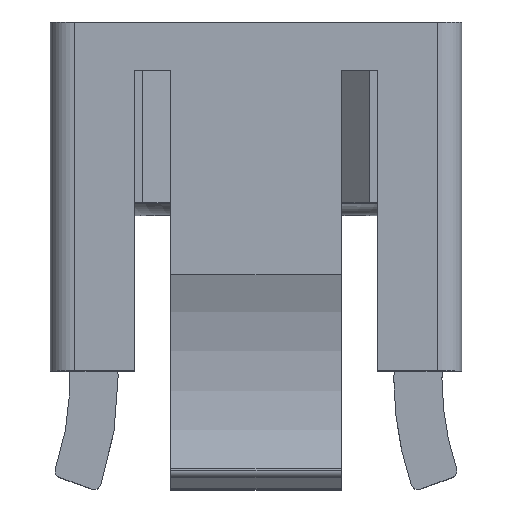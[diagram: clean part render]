
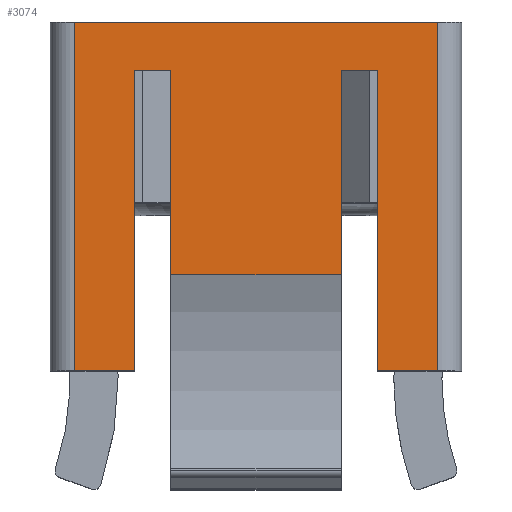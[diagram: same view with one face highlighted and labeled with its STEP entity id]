
A CAD part, top view. The second image highlights one B-rep face of the part: STEP entity #3074.
In plain terms, the highlighted planar face has unit normal (0, 0, 1).
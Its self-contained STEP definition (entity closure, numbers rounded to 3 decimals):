
#123 = EDGE_CURVE ( 'NONE', #6845, #4598, #5253, .T. ) ;
#200 = CARTESIAN_POINT ( 'NONE',  ( 7.55, 37.9, 8.55 ) ) ;
#254 = DIRECTION ( 'NONE',  ( 1., 0., 0. ) ) ;
#404 = VERTEX_POINT ( 'NONE', #7199 ) ;
#519 = VECTOR ( 'NONE', #3146, 1000. ) ;
#644 = ORIENTED_EDGE ( 'NONE', *, *, #2480, .T. ) ;
#720 = CARTESIAN_POINT ( 'NONE',  ( -8.55, 37.9, 8.55 ) ) ;
#729 = EDGE_CURVE ( 'NONE', #2165, #6799, #3151, .T. ) ;
#735 = EDGE_LOOP ( 'NONE', ( #844, #3497, #6870, #3164, #6085, #9001, #4828, #644, #4314, #2404, #1149, #3814 ) ) ;
#844 = ORIENTED_EDGE ( 'NONE', *, *, #7268, .T. ) ;
#933 = CARTESIAN_POINT ( 'NONE',  ( -7.55, 37.9, 8.55 ) ) ;
#1040 = LINE ( 'NONE', #5985, #519 ) ;
#1098 = CARTESIAN_POINT ( 'NONE',  ( 7.55, 37.9, 8.55 ) ) ;
#1116 = EDGE_CURVE ( 'NONE', #6790, #2165, #3157, .T. ) ;
#1149 = ORIENTED_EDGE ( 'NONE', *, *, #4441, .T. ) ;
#1349 = CARTESIAN_POINT ( 'NONE',  ( -8.55, 37.9, 8.55 ) ) ;
#1444 = CARTESIAN_POINT ( 'NONE',  ( -3.55, 50.4, 8.55 ) ) ;
#1623 = EDGE_CURVE ( 'NONE', #5121, #4443, #9038, .T. ) ;
#1649 = CARTESIAN_POINT ( 'NONE',  ( -8.55, 37.9, 8.55 ) ) ;
#1735 = DIRECTION ( 'NONE',  ( -1., 0., 0. ) ) ;
#1798 = EDGE_CURVE ( 'NONE', #6799, #8743, #4497, .T. ) ;
#1994 = VECTOR ( 'NONE', #4181, 1000. ) ;
#2165 = VERTEX_POINT ( 'NONE', #7360 ) ;
#2332 = DIRECTION ( 'NONE',  ( 1., 0., 0. ) ) ;
#2404 = ORIENTED_EDGE ( 'NONE', *, *, #8910, .F. ) ;
#2480 = EDGE_CURVE ( 'NONE', #4443, #7363, #1040, .T. ) ;
#2512 = DIRECTION ( 'NONE',  ( 0., 1., 0. ) ) ;
#2843 = VECTOR ( 'NONE', #5475, 1000. ) ;
#3074 = ADVANCED_FACE ( 'NONE', ( #5375 ), #6881, .T. ) ;
#3083 = EDGE_CURVE ( 'NONE', #5121, #404, #4827, .T. ) ;
#3146 = DIRECTION ( 'NONE',  ( 0., -1., 0. ) ) ;
#3151 = LINE ( 'NONE', #7863, #8297 ) ;
#3157 = LINE ( 'NONE', #1098, #8731 ) ;
#3164 = ORIENTED_EDGE ( 'NONE', *, *, #1798, .T. ) ;
#3188 = DIRECTION ( 'NONE',  ( 0., -1., 0. ) ) ;
#3272 = DIRECTION ( 'NONE',  ( 1., 0., 0. ) ) ;
#3497 = ORIENTED_EDGE ( 'NONE', *, *, #1116, .T. ) ;
#3599 = CARTESIAN_POINT ( 'NONE',  ( 0., 41.9, 8.55 ) ) ;
#3621 = LINE ( 'NONE', #1649, #7211 ) ;
#3814 = ORIENTED_EDGE ( 'NONE', *, *, #123, .T. ) ;
#3844 = CARTESIAN_POINT ( 'NONE',  ( 5.05, 50.4, 8.55 ) ) ;
#3966 = DIRECTION ( 'NONE',  ( 0., -1., 0. ) ) ;
#4181 = DIRECTION ( 'NONE',  ( 1., 0., 0. ) ) ;
#4278 = LINE ( 'NONE', #3599, #6903 ) ;
#4314 = ORIENTED_EDGE ( 'NONE', *, *, #4495, .T. ) ;
#4410 = CARTESIAN_POINT ( 'NONE',  ( 3.55, 50.4, 8.55 ) ) ;
#4441 = EDGE_CURVE ( 'NONE', #7912, #6845, #6429, .T. ) ;
#4443 = VERTEX_POINT ( 'NONE', #6340 ) ;
#4495 = EDGE_CURVE ( 'NONE', #7363, #5597, #4278, .T. ) ;
#4497 = LINE ( 'NONE', #933, #6086 ) ;
#4598 = VERTEX_POINT ( 'NONE', #5969 ) ;
#4827 = LINE ( 'NONE', #7607, #6188 ) ;
#4828 = ORIENTED_EDGE ( 'NONE', *, *, #1623, .T. ) ;
#4880 = CARTESIAN_POINT ( 'NONE',  ( 3.55, 50.4, 8.55 ) ) ;
#4991 = CARTESIAN_POINT ( 'NONE',  ( -3.55, 41.9, 8.55 ) ) ;
#5073 = CARTESIAN_POINT ( 'NONE',  ( -7.55, 37.9, 8.55 ) ) ;
#5121 = VERTEX_POINT ( 'NONE', #5960 ) ;
#5248 = LINE ( 'NONE', #8857, #7515 ) ;
#5253 = LINE ( 'NONE', #8032, #7696 ) ;
#5375 = FACE_OUTER_BOUND ( 'NONE', #735, .T. ) ;
#5458 = AXIS2_PLACEMENT_3D ( 'NONE', #1349, #5561, #3272 ) ;
#5475 = DIRECTION ( 'NONE',  ( 1., 0., 0. ) ) ;
#5561 = DIRECTION ( 'NONE',  ( 0., 0., 1. ) ) ;
#5597 = VERTEX_POINT ( 'NONE', #8274 ) ;
#5960 = CARTESIAN_POINT ( 'NONE',  ( -5.05, 50.4, 8.55 ) ) ;
#5969 = CARTESIAN_POINT ( 'NONE',  ( 5.05, 37.9, 8.55 ) ) ;
#5985 = CARTESIAN_POINT ( 'NONE',  ( -3.55, 54.9, 8.55 ) ) ;
#6085 = ORIENTED_EDGE ( 'NONE', *, *, #7893, .T. ) ;
#6086 = VECTOR ( 'NONE', #6422, 1000. ) ;
#6105 = DIRECTION ( 'NONE',  ( 0., -1., 0. ) ) ;
#6188 = VECTOR ( 'NONE', #6105, 1000. ) ;
#6340 = CARTESIAN_POINT ( 'NONE',  ( -3.55, 50.4, 8.55 ) ) ;
#6387 = DIRECTION ( 'NONE',  ( 1., 0., 0. ) ) ;
#6422 = DIRECTION ( 'NONE',  ( 0., -1., 0. ) ) ;
#6429 = LINE ( 'NONE', #4410, #8941 ) ;
#6790 = VERTEX_POINT ( 'NONE', #200 ) ;
#6795 = LINE ( 'NONE', #720, #2843 ) ;
#6799 = VERTEX_POINT ( 'NONE', #7873 ) ;
#6845 = VERTEX_POINT ( 'NONE', #3844 ) ;
#6870 = ORIENTED_EDGE ( 'NONE', *, *, #729, .T. ) ;
#6881 = PLANE ( 'NONE',  #5458 ) ;
#6903 = VECTOR ( 'NONE', #6387, 1000. ) ;
#7199 = CARTESIAN_POINT ( 'NONE',  ( -5.05, 37.9, 8.55 ) ) ;
#7211 = VECTOR ( 'NONE', #2332, 1000. ) ;
#7268 = EDGE_CURVE ( 'NONE', #4598, #6790, #3621, .T. ) ;
#7360 = CARTESIAN_POINT ( 'NONE',  ( 7.55, 52.4, 8.55 ) ) ;
#7363 = VERTEX_POINT ( 'NONE', #4991 ) ;
#7515 = VECTOR ( 'NONE', #3188, 1000. ) ;
#7607 = CARTESIAN_POINT ( 'NONE',  ( -5.05, 54.9, 8.55 ) ) ;
#7696 = VECTOR ( 'NONE', #3966, 1000. ) ;
#7863 = CARTESIAN_POINT ( 'NONE',  ( 0., 52.4, 8.55 ) ) ;
#7873 = CARTESIAN_POINT ( 'NONE',  ( -7.55, 52.4, 8.55 ) ) ;
#7893 = EDGE_CURVE ( 'NONE', #8743, #404, #6795, .T. ) ;
#7912 = VERTEX_POINT ( 'NONE', #4880 ) ;
#8032 = CARTESIAN_POINT ( 'NONE',  ( 5.05, 54.9, 8.55 ) ) ;
#8274 = CARTESIAN_POINT ( 'NONE',  ( 3.55, 41.9, 8.55 ) ) ;
#8297 = VECTOR ( 'NONE', #1735, 1000. ) ;
#8731 = VECTOR ( 'NONE', #2512, 1000. ) ;
#8743 = VERTEX_POINT ( 'NONE', #5073 ) ;
#8857 = CARTESIAN_POINT ( 'NONE',  ( 3.55, 54.9, 8.55 ) ) ;
#8910 = EDGE_CURVE ( 'NONE', #7912, #5597, #5248, .T. ) ;
#8941 = VECTOR ( 'NONE', #254, 1000. ) ;
#9001 = ORIENTED_EDGE ( 'NONE', *, *, #3083, .F. ) ;
#9038 = LINE ( 'NONE', #1444, #1994 ) ;
